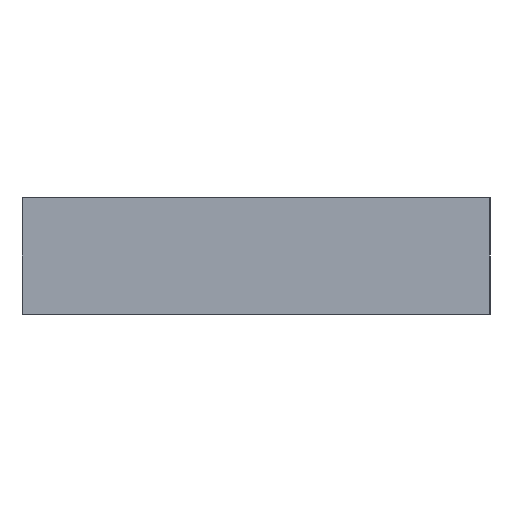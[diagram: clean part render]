
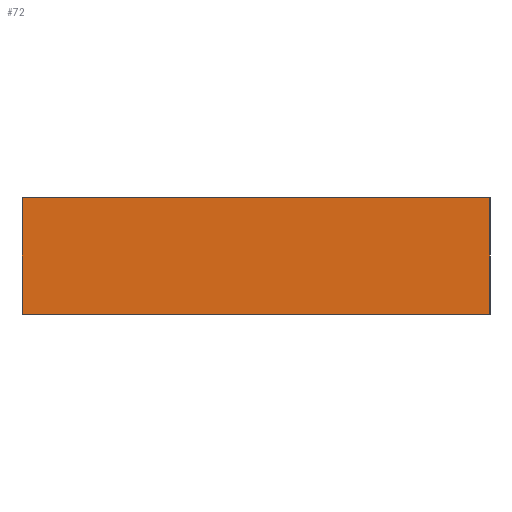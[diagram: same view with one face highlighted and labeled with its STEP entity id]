
A CAD part, left-side view. The second image highlights one B-rep face of the part: STEP entity #72.
In plain terms, the highlighted planar face has unit normal (-1, 0, 0).
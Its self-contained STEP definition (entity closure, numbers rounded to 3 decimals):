
#72 = ADVANCED_FACE( '', ( #164 ), #165, .T. );
#164 = FACE_OUTER_BOUND( '', #257, .T. );
#165 = PLANE( '', #258 );
#257 = EDGE_LOOP( '', ( #387, #388, #389, #390 ) );
#258 = AXIS2_PLACEMENT_3D( '', #391, #392, #393 );
#387 = ORIENTED_EDGE( '', *, *, #444, .F. );
#388 = ORIENTED_EDGE( '', *, *, #457, .F. );
#389 = ORIENTED_EDGE( '', *, *, #433, .T. );
#390 = ORIENTED_EDGE( '', *, *, #460, .T. );
#391 = CARTESIAN_POINT( '', ( -180., 20., -10. ) );
#392 = DIRECTION( '', ( -1., 0., 0. ) );
#393 = DIRECTION( '', ( 0., 0., 1. ) );
#433 = EDGE_CURVE( '', #492, #493, #494, .T. );
#444 = EDGE_CURVE( '', #513, #514, #515, .T. );
#457 = EDGE_CURVE( '', #492, #513, #534, .T. );
#460 = EDGE_CURVE( '', #493, #514, #537, .T. );
#492 = VERTEX_POINT( '', #572 );
#493 = VERTEX_POINT( '', #573 );
#494 = LINE( '', #574, #575 );
#513 = VERTEX_POINT( '', #597 );
#514 = VERTEX_POINT( '', #598 );
#515 = LINE( '', #599, #600 );
#534 = LINE( '', #623, #624 );
#537 = LINE( '', #627, #628 );
#572 = CARTESIAN_POINT( '', ( -180., 20., -10. ) );
#573 = CARTESIAN_POINT( '', ( -180., -20., -10. ) );
#574 = CARTESIAN_POINT( '', ( -180., 20., -10. ) );
#575 = VECTOR( '', #669, 1000. );
#597 = CARTESIAN_POINT( '', ( -180., 20., 0. ) );
#598 = CARTESIAN_POINT( '', ( -180., -20., 0. ) );
#599 = CARTESIAN_POINT( '', ( -180., 20., 0. ) );
#600 = VECTOR( '', #691, 1000. );
#623 = CARTESIAN_POINT( '', ( -180., 20., -10. ) );
#624 = VECTOR( '', #708, 1000. );
#627 = CARTESIAN_POINT( '', ( -180., -20., -10. ) );
#628 = VECTOR( '', #709, 1000. );
#669 = DIRECTION( '', ( 0., -1., 0. ) );
#691 = DIRECTION( '', ( 0., -1., 0. ) );
#708 = DIRECTION( '', ( 0., 0., 1. ) );
#709 = DIRECTION( '', ( 0., 0., 1. ) );
